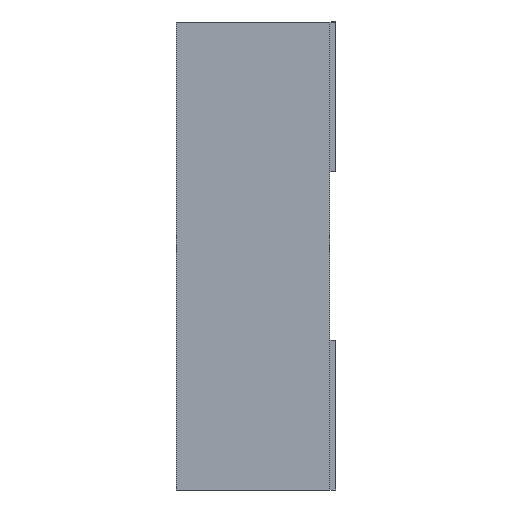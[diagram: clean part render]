
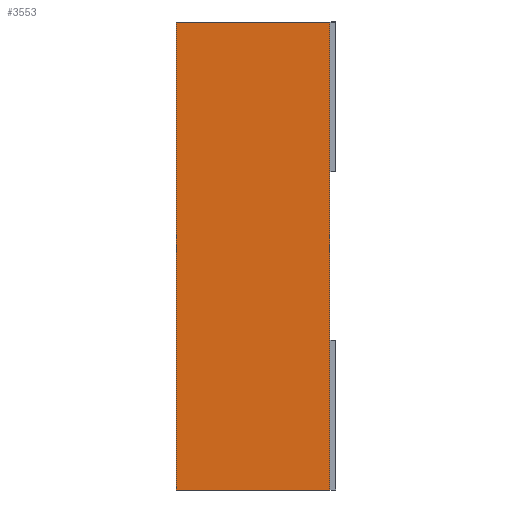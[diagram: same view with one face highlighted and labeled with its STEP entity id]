
A CAD part, left-side view. The second image highlights one B-rep face of the part: STEP entity #3553.
In plain terms, the highlighted planar face has unit normal (-1, 0, 0).
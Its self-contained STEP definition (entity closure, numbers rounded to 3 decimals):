
#558 = CARTESIAN_POINT ( 'NONE',  ( -1.6, 0.41, -1.25 ) ) ;
#602 = CARTESIAN_POINT ( 'NONE',  ( -1.6, -0.41, 1.25 ) ) ;
#681 = CARTESIAN_POINT ( 'NONE',  ( -1.6, -0.41, -1.25 ) ) ;
#746 = CARTESIAN_POINT ( 'NONE',  ( -1.6, 0.41, 1.25 ) ) ;
#921 = VECTOR ( 'NONE', #1298, 1000. ) ;
#930 = VECTOR ( 'NONE', #5294, 1000. ) ;
#1194 = VECTOR ( 'NONE', #5083, 1000. ) ;
#1212 = VECTOR ( 'NONE', #5299, 1000. ) ;
#1294 = CARTESIAN_POINT ( 'NONE',  ( -1.6, -0.41, -1.25 ) ) ;
#1298 = DIRECTION ( 'NONE',  ( 0., -1., 0. ) ) ;
#1311 = LINE ( 'NONE', #1294, #921 ) ;
#1551 = AXIS2_PLACEMENT_3D ( 'NONE', #4204, #4205, #4206 ) ;
#1559 = FACE_OUTER_BOUND ( 'NONE', #3942, .T. ) ;
#1768 = VERTEX_POINT ( 'NONE', #681 ) ;
#1784 = VERTEX_POINT ( 'NONE', #746 ) ;
#1855 = VERTEX_POINT ( 'NONE', #558 ) ;
#1905 = VERTEX_POINT ( 'NONE', #602 ) ;
#3238 = EDGE_CURVE ( 'NONE', #1784, #1855, #5051, .T. ) ;
#3259 = EDGE_CURVE ( 'NONE', #1784, #1905, #5302, .T. ) ;
#3276 = EDGE_CURVE ( 'NONE', #1905, #1768, #5239, .T. ) ;
#3291 = EDGE_CURVE ( 'NONE', #1855, #1768, #1311, .T. ) ;
#3553 = ADVANCED_FACE ( 'NONE', ( #1559 ), #4203, .F. ) ;
#3911 = ORIENTED_EDGE ( 'NONE', *, *, #3259, .F. ) ;
#3913 = ORIENTED_EDGE ( 'NONE', *, *, #3291, .T. ) ;
#3928 = ORIENTED_EDGE ( 'NONE', *, *, #3238, .T. ) ;
#3933 = ORIENTED_EDGE ( 'NONE', *, *, #3276, .F. ) ;
#3942 = EDGE_LOOP ( 'NONE', ( #3913, #3933, #3911, #3928 ) ) ;
#4203 = PLANE ( 'NONE',  #1551 ) ;
#4204 = CARTESIAN_POINT ( 'NONE',  ( -1.6, -0.41, 1.25 ) ) ;
#4205 = DIRECTION ( 'NONE',  ( 1., 0., 0. ) ) ;
#4206 = DIRECTION ( 'NONE',  ( 0., 0., -1. ) ) ;
#5007 = CARTESIAN_POINT ( 'NONE',  ( -1.6, 0.41, 1.25 ) ) ;
#5051 = LINE ( 'NONE', #5007, #1194 ) ;
#5083 = DIRECTION ( 'NONE',  ( 0., 0., -1. ) ) ;
#5236 = CARTESIAN_POINT ( 'NONE',  ( -1.6, -0.41, 1.25 ) ) ;
#5239 = LINE ( 'NONE', #5236, #930 ) ;
#5294 = DIRECTION ( 'NONE',  ( 0., 0., -1. ) ) ;
#5299 = DIRECTION ( 'NONE',  ( 0., -1., 0. ) ) ;
#5301 = CARTESIAN_POINT ( 'NONE',  ( -1.6, -0.41, 1.25 ) ) ;
#5302 = LINE ( 'NONE', #5301, #1212 ) ;
